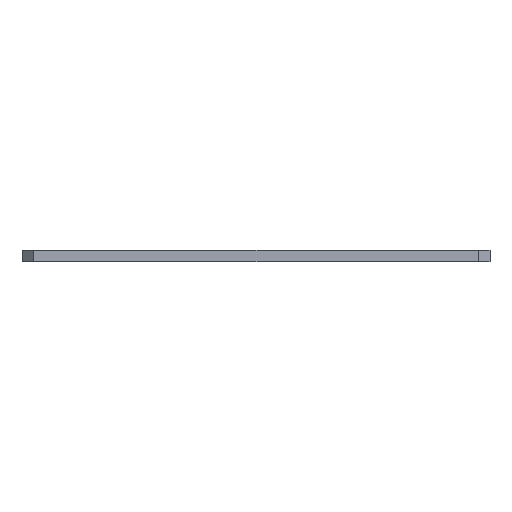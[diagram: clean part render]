
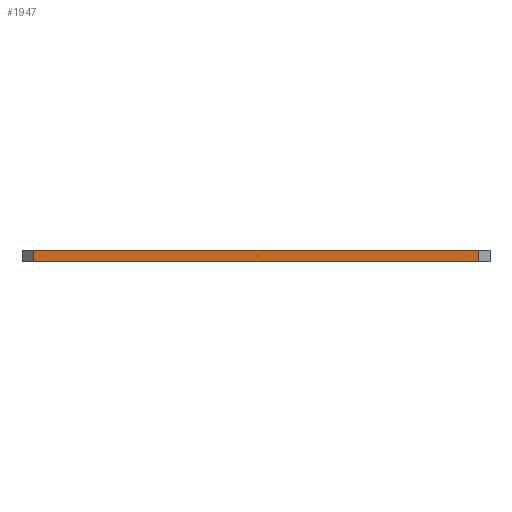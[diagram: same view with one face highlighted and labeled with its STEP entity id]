
A CAD part, front view. The second image highlights one B-rep face of the part: STEP entity #1947.
In plain terms, the highlighted planar face has unit normal (0, -1, 0).
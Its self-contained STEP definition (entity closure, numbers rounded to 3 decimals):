
#86 = VECTOR ( 'NONE', #1656, 1000. ) ;
#96 = VERTEX_POINT ( 'NONE', #1476 ) ;
#102 = DIRECTION ( 'NONE',  ( 0., 0., 1. ) ) ;
#156 = LINE ( 'NONE', #635, #86 ) ;
#184 = CARTESIAN_POINT ( 'NONE',  ( 38., -60., 2. ) ) ;
#192 = VERTEX_POINT ( 'NONE', #1145 ) ;
#241 = LINE ( 'NONE', #2108, #712 ) ;
#304 = CARTESIAN_POINT ( 'NONE',  ( -40., -60., 2. ) ) ;
#391 = CARTESIAN_POINT ( 'NONE',  ( 38., -60., 2. ) ) ;
#450 = DIRECTION ( 'NONE',  ( 1., 0., 0. ) ) ;
#468 = ORIENTED_EDGE ( 'NONE', *, *, #561, .T. ) ;
#547 = LINE ( 'NONE', #1236, #642 ) ;
#561 = EDGE_CURVE ( 'NONE', #96, #192, #156, .T. ) ;
#583 = LINE ( 'NONE', #391, #1410 ) ;
#628 = ORIENTED_EDGE ( 'NONE', *, *, #2035, .T. ) ;
#635 = CARTESIAN_POINT ( 'NONE',  ( -38., -60., 2. ) ) ;
#642 = VECTOR ( 'NONE', #1532, 1000. ) ;
#712 = VECTOR ( 'NONE', #450, 1000. ) ;
#841 = ORIENTED_EDGE ( 'NONE', *, *, #873, .F. ) ;
#873 = EDGE_CURVE ( 'NONE', #96, #1074, #241, .T. ) ;
#966 = DIRECTION ( 'NONE',  ( 0., 1., 0. ) ) ;
#1074 = VERTEX_POINT ( 'NONE', #184 ) ;
#1145 = CARTESIAN_POINT ( 'NONE',  ( -38., -60., 0. ) ) ;
#1236 = CARTESIAN_POINT ( 'NONE',  ( -40., -60., 0. ) ) ;
#1410 = VECTOR ( 'NONE', #102, 1000. ) ;
#1425 = EDGE_CURVE ( 'NONE', #192, #1798, #547, .T. ) ;
#1476 = CARTESIAN_POINT ( 'NONE',  ( -38., -60., 2. ) ) ;
#1490 = CARTESIAN_POINT ( 'NONE',  ( 38., -60., 0. ) ) ;
#1532 = DIRECTION ( 'NONE',  ( 1., 0., 0. ) ) ;
#1620 = DIRECTION ( 'NONE',  ( 0., 0., 1. ) ) ;
#1656 = DIRECTION ( 'NONE',  ( 0., 0., -1. ) ) ;
#1777 = PLANE ( 'NONE',  #1789 ) ;
#1789 = AXIS2_PLACEMENT_3D ( 'NONE', #304, #966, #1620 ) ;
#1798 = VERTEX_POINT ( 'NONE', #1490 ) ;
#1807 = EDGE_LOOP ( 'NONE', ( #841, #468, #2006, #628 ) ) ;
#1947 = ADVANCED_FACE ( 'NONE', ( #2098 ), #1777, .F. ) ;
#2006 = ORIENTED_EDGE ( 'NONE', *, *, #1425, .T. ) ;
#2035 = EDGE_CURVE ( 'NONE', #1798, #1074, #583, .T. ) ;
#2098 = FACE_OUTER_BOUND ( 'NONE', #1807, .T. ) ;
#2108 = CARTESIAN_POINT ( 'NONE',  ( -40., -60., 2. ) ) ;
